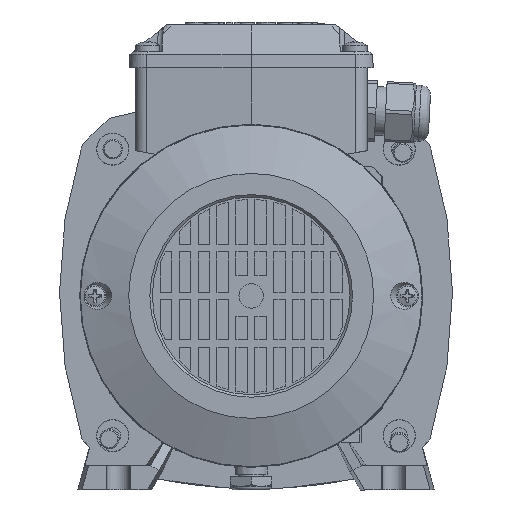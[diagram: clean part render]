
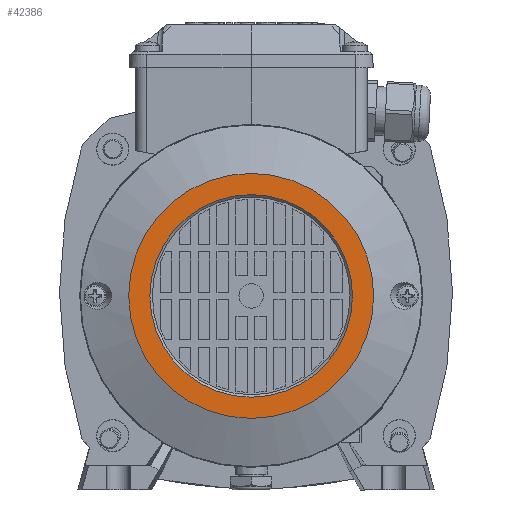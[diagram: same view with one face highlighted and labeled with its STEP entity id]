
A CAD part, left-side view. The second image highlights one B-rep face of the part: STEP entity #42386.
In plain terms, the highlighted planar face has unit normal (-1, 0, 0).
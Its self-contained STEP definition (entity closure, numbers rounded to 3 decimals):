
#42211=CARTESIAN_POINT('',(-188.5,-48.197,0.));
#42212=VERTEX_POINT('',#42211);
#42249=CARTESIAN_POINT('',(-188.5,52.16,0.));
#42250=VERTEX_POINT('',#42249);
#42251=CARTESIAN_POINT('',(-188.5,1.982,0.));
#42252=DIRECTION('',(1.0,0.,0.));
#42253=DIRECTION('',(0.,-1.,0.));
#42254=AXIS2_PLACEMENT_3D('',#42251,#42252,#42253);
#42255=CIRCLE('',#42254,50.178);
#42256=EDGE_CURVE('',#42212,#42250,#42255,.T.);
#42258=CARTESIAN_POINT('',(-188.5,1.982,0.));
#42259=DIRECTION('',(1.0,0.,0.));
#42260=DIRECTION('',(0.,-1.,0.));
#42261=AXIS2_PLACEMENT_3D('',#42258,#42259,#42260);
#42262=CIRCLE('',#42261,50.178);
#42263=EDGE_CURVE('',#42250,#42212,#42262,.T.);
#42357=CARTESIAN_POINT('',(-188.5,-98.375,-100.357));
#42358=DIRECTION('',(-1.0,0.0,0.0));
#42359=DIRECTION('',(0.0,0.,1.));
#42360=AXIS2_PLACEMENT_3D('',#42357,#42358,#42359);
#42361=PLANE('',#42360);
#42362=ORIENTED_EDGE('',*,*,#42263,.F.);
#42363=ORIENTED_EDGE('',*,*,#42256,.F.);
#42364=EDGE_LOOP('',(#42362,#42363));
#42365=FACE_OUTER_BOUND('',#42364,.T.);
#42366=CARTESIAN_POINT('',(-188.5,-39.518,0.));
#42367=VERTEX_POINT('',#42366);
#42368=CARTESIAN_POINT('',(-188.5,43.482,0.));
#42369=VERTEX_POINT('',#42368);
#42370=CARTESIAN_POINT('',(-188.5,1.982,0.));
#42371=DIRECTION('',(1.0,0.,0.));
#42372=DIRECTION('',(0.,-1.,0.));
#42373=AXIS2_PLACEMENT_3D('',#42370,#42371,#42372);
#42374=CIRCLE('',#42373,41.5);
#42375=EDGE_CURVE('',#42367,#42369,#42374,.T.);
#42376=ORIENTED_EDGE('',*,*,#42375,.T.);
#42377=CARTESIAN_POINT('',(-188.5,1.982,0.));
#42378=DIRECTION('',(1.0,0.,0.));
#42379=DIRECTION('',(0.,-1.,0.));
#42380=AXIS2_PLACEMENT_3D('',#42377,#42378,#42379);
#42381=CIRCLE('',#42380,41.5);
#42382=EDGE_CURVE('',#42369,#42367,#42381,.T.);
#42383=ORIENTED_EDGE('',*,*,#42382,.T.);
#42384=EDGE_LOOP('',(#42376,#42383));
#42385=FACE_BOUND('',#42384,.T.);
#42386=ADVANCED_FACE('',(#42365,#42385),#42361,.T.);
